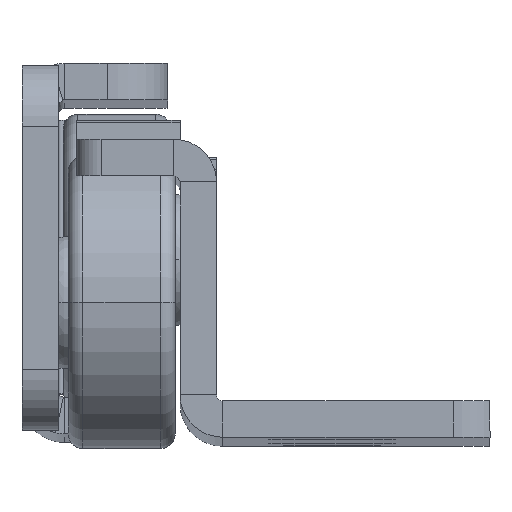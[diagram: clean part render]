
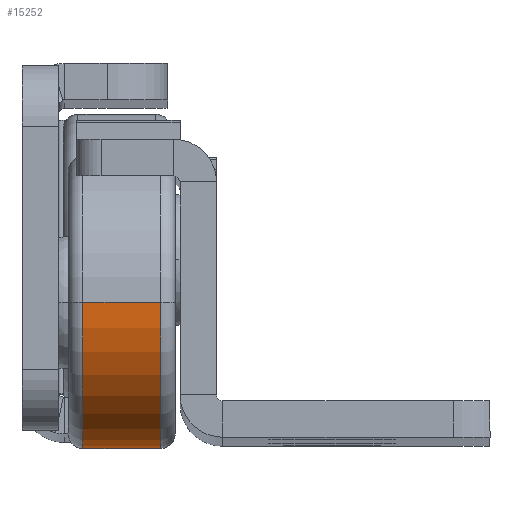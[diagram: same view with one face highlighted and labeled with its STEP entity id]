
A CAD part, top view. The second image highlights one B-rep face of the part: STEP entity #15252.
In plain terms, the highlighted cylindrical face has radius 12 mm (diameter 24 mm), a partial arc.
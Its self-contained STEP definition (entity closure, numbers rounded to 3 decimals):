
#372 = ORIENTED_EDGE ( 'NONE', *, *, #5508, .T. ) ;
#623 = CARTESIAN_POINT ( 'NONE',  ( 0., 0., 12. ) ) ;
#1353 = DIRECTION ( 'NONE',  ( -1., 0., 0. ) ) ;
#2636 = CARTESIAN_POINT ( 'NONE',  ( 0., 0., 0. ) ) ;
#2915 = VERTEX_POINT ( 'NONE', #10636 ) ;
#3290 = CARTESIAN_POINT ( 'NONE',  ( 1.2, 0., -12. ) ) ;
#3777 = AXIS2_PLACEMENT_3D ( 'NONE', #2636, #8445, #14265 ) ;
#4144 = AXIS2_PLACEMENT_3D ( 'NONE', #10456, #6159, #16082 ) ;
#4249 = DIRECTION ( 'NONE',  ( -1., 0., 0. ) ) ;
#5508 = EDGE_CURVE ( 'NONE', #16252, #11604, #11096, .T. ) ;
#6159 = DIRECTION ( 'NONE',  ( -1., 0., 0. ) ) ;
#6277 = CIRCLE ( 'NONE', #4144, 12. ) ;
#6975 = CARTESIAN_POINT ( 'NONE',  ( 7.6, 0., 0. ) ) ;
#7160 = DIRECTION ( 'NONE',  ( 0., 0., 1. ) ) ;
#7290 = FACE_OUTER_BOUND ( 'NONE', #10911, .T. ) ;
#8445 = DIRECTION ( 'NONE',  ( -1., 0., 0. ) ) ;
#8729 = ORIENTED_EDGE ( 'NONE', *, *, #18033, .F. ) ;
#10456 = CARTESIAN_POINT ( 'NONE',  ( 1.2, 0., 0. ) ) ;
#10636 = CARTESIAN_POINT ( 'NONE',  ( 1.2, 0., 12. ) ) ;
#10911 = EDGE_LOOP ( 'NONE', ( #372, #11949, #8729, #12130 ) ) ;
#11096 = CIRCLE ( 'NONE', #11996, 12. ) ;
#11215 = LINE ( 'NONE', #12809, #11772 ) ;
#11604 = VERTEX_POINT ( 'NONE', #18803 ) ;
#11772 = VECTOR ( 'NONE', #4249, 1000. ) ;
#11949 = ORIENTED_EDGE ( 'NONE', *, *, #18307, .T. ) ;
#11996 = AXIS2_PLACEMENT_3D ( 'NONE', #6975, #1353, #7160 ) ;
#12130 = ORIENTED_EDGE ( 'NONE', *, *, #15299, .F. ) ;
#12809 = CARTESIAN_POINT ( 'NONE',  ( 0., 0., -12. ) ) ;
#13393 = LINE ( 'NONE', #623, #15929 ) ;
#14265 = DIRECTION ( 'NONE',  ( 0., 0., 1. ) ) ;
#15252 = ADVANCED_FACE ( 'NONE', ( #7290 ), #15688, .T. ) ;
#15299 = EDGE_CURVE ( 'NONE', #16252, #2915, #13393, .T. ) ;
#15688 = CYLINDRICAL_SURFACE ( 'NONE', #3777, 12. ) ;
#15929 = VECTOR ( 'NONE', #16526, 1000. ) ;
#16082 = DIRECTION ( 'NONE',  ( 0., 0., 1. ) ) ;
#16252 = VERTEX_POINT ( 'NONE', #17653 ) ;
#16526 = DIRECTION ( 'NONE',  ( -1., 0., 0. ) ) ;
#17653 = CARTESIAN_POINT ( 'NONE',  ( 7.6, 0., 12. ) ) ;
#18033 = EDGE_CURVE ( 'NONE', #2915, #18355, #6277, .T. ) ;
#18307 = EDGE_CURVE ( 'NONE', #11604, #18355, #11215, .T. ) ;
#18355 = VERTEX_POINT ( 'NONE', #3290 ) ;
#18803 = CARTESIAN_POINT ( 'NONE',  ( 7.6, 0., -12. ) ) ;
